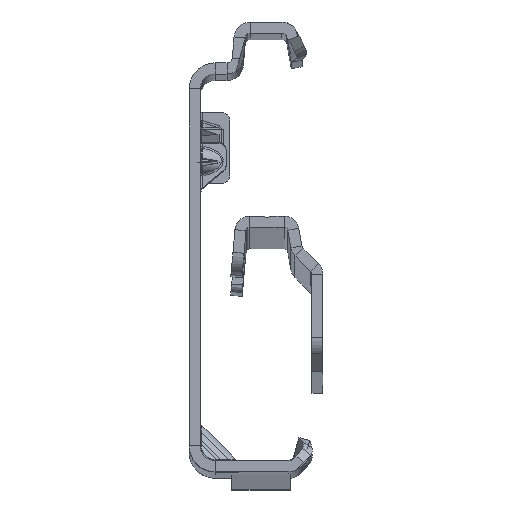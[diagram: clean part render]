
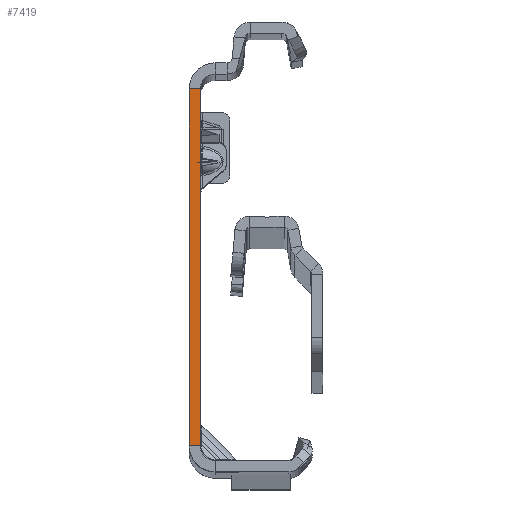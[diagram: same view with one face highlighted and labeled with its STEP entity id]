
A CAD part, top view. The second image highlights one B-rep face of the part: STEP entity #7419.
In plain terms, the highlighted planar face has unit normal (0, 0, 1).
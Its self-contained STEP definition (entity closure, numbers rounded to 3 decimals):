
#12 = CARTESIAN_POINT ( 'NONE',  ( -1.5, -25.865, 0. ) ) ;
#131 = EDGE_CURVE ( 'NONE', #4766, #12495, #12339, .T. ) ;
#146 = LINE ( 'NONE', #3712, #9015 ) ;
#459 = VERTEX_POINT ( 'NONE', #12 ) ;
#530 = VECTOR ( 'NONE', #1460, 1000. ) ;
#535 = ORIENTED_EDGE ( 'NONE', *, *, #1367, .T. ) ;
#1293 = DIRECTION ( 'NONE',  ( -1., 0., 0. ) ) ;
#1367 = EDGE_CURVE ( 'NONE', #2880, #459, #2337, .T. ) ;
#1460 = DIRECTION ( 'NONE',  ( 0., -1., 0. ) ) ;
#1628 = CARTESIAN_POINT ( 'NONE',  ( 0., 22.135, 0. ) ) ;
#1808 = EDGE_CURVE ( 'NONE', #12495, #459, #9204, .T. ) ;
#2337 = LINE ( 'NONE', #9452, #3330 ) ;
#2880 = VERTEX_POINT ( 'NONE', #9855 ) ;
#3330 = VECTOR ( 'NONE', #4198, 1000. ) ;
#3343 = EDGE_CURVE ( 'NONE', #4766, #2880, #146, .T. ) ;
#3712 = CARTESIAN_POINT ( 'NONE',  ( 0., 22.135, 0. ) ) ;
#3789 = CARTESIAN_POINT ( 'NONE',  ( -1.5, -27.865, 0. ) ) ;
#4198 = DIRECTION ( 'NONE',  ( 0., -1., 0. ) ) ;
#4734 = ORIENTED_EDGE ( 'NONE', *, *, #1808, .F. ) ;
#4766 = VERTEX_POINT ( 'NONE', #1628 ) ;
#6467 = VECTOR ( 'NONE', #1293, 1000. ) ;
#7419 = ADVANCED_FACE ( 'NONE', ( #14657 ), #14494, .T. ) ;
#7424 = DIRECTION ( 'NONE',  ( 0., 0., 1. ) ) ;
#7617 = ORIENTED_EDGE ( 'NONE', *, *, #131, .F. ) ;
#8094 = ORIENTED_EDGE ( 'NONE', *, *, #3343, .T. ) ;
#9015 = VECTOR ( 'NONE', #14661, 1000. ) ;
#9204 = LINE ( 'NONE', #14073, #6467 ) ;
#9452 = CARTESIAN_POINT ( 'NONE',  ( -1.5, -27.865, 0. ) ) ;
#9855 = CARTESIAN_POINT ( 'NONE',  ( -1.5, 22.135, 0. ) ) ;
#10483 = CARTESIAN_POINT ( 'NONE',  ( 0., -25.865, 0. ) ) ;
#12175 = CARTESIAN_POINT ( 'NONE',  ( 0., -27.865, 0. ) ) ;
#12283 = DIRECTION ( 'NONE',  ( 1., 0., 0. ) ) ;
#12339 = LINE ( 'NONE', #12175, #530 ) ;
#12495 = VERTEX_POINT ( 'NONE', #10483 ) ;
#12550 = EDGE_LOOP ( 'NONE', ( #7617, #8094, #535, #4734 ) ) ;
#13404 = AXIS2_PLACEMENT_3D ( 'NONE', #3789, #7424, #12283 ) ;
#14073 = CARTESIAN_POINT ( 'NONE',  ( 0., -25.865, 0. ) ) ;
#14494 = PLANE ( 'NONE',  #13404 ) ;
#14657 = FACE_OUTER_BOUND ( 'NONE', #12550, .T. ) ;
#14661 = DIRECTION ( 'NONE',  ( -1., 0., 0. ) ) ;
